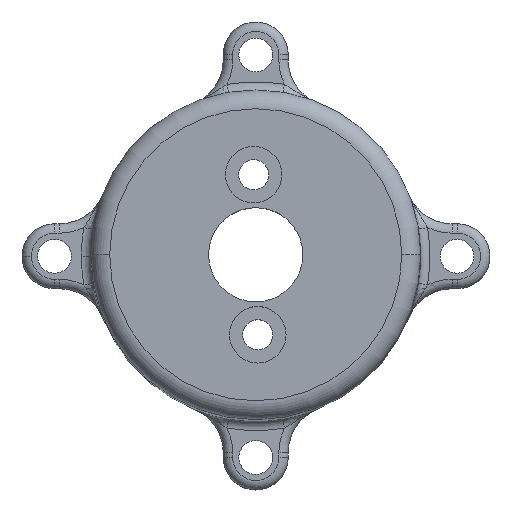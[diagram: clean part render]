
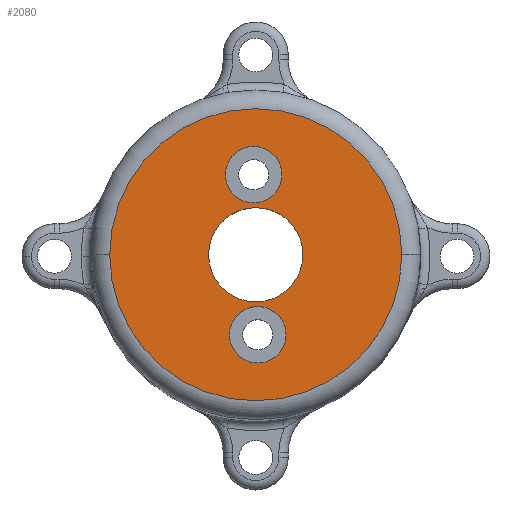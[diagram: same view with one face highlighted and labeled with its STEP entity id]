
A CAD part, top view. The second image highlights one B-rep face of the part: STEP entity #2080.
In plain terms, the highlighted planar face has unit normal (0, 0, 1).
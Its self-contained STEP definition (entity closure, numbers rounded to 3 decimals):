
#1 = AXIS2_PLACEMENT_3D ( 'NONE', #2598, #485, #3087 ) ;
#12 = CARTESIAN_POINT ( 'NONE',  ( 15.5, 0., 93. ) ) ;
#38 = DIRECTION ( 'NONE',  ( 0., 0., 1. ) ) ;
#39 = FACE_BOUND ( 'NONE', #439, .T. ) ;
#51 = DIRECTION ( 'NONE',  ( 1., 0., 0. ) ) ;
#52 = EDGE_CURVE ( 'NONE', #1433, #2033, #1117, .T. ) ;
#70 = CIRCLE ( 'NONE', #1819, 3. ) ;
#84 = VERTEX_POINT ( 'NONE', #2293 ) ;
#129 = DIRECTION ( 'NONE',  ( 0., 0., 1. ) ) ;
#130 = ORIENTED_EDGE ( 'NONE', *, *, #2752, .F. ) ;
#180 = EDGE_CURVE ( 'NONE', #820, #84, #2056, .T. ) ;
#192 = VERTEX_POINT ( 'NONE', #12 ) ;
#210 = ORIENTED_EDGE ( 'NONE', *, *, #2479, .T. ) ;
#218 = AXIS2_PLACEMENT_3D ( 'NONE', #2076, #129, #2310 ) ;
#258 = CARTESIAN_POINT ( 'NONE',  ( 0., 0., 93. ) ) ;
#267 = CIRCLE ( 'NONE', #2859, 15.5 ) ;
#439 = EDGE_LOOP ( 'NONE', ( #974, #2966 ) ) ;
#485 = DIRECTION ( 'NONE',  ( 0., 0., 1. ) ) ;
#499 = DIRECTION ( 'NONE',  ( 0., 0., 1. ) ) ;
#534 = EDGE_CURVE ( 'NONE', #2033, #1433, #2644, .T. ) ;
#560 = DIRECTION ( 'NONE',  ( 0., 0., 1. ) ) ;
#567 = ORIENTED_EDGE ( 'NONE', *, *, #2067, .T. ) ;
#599 = EDGE_LOOP ( 'NONE', ( #130, #1539 ) ) ;
#635 = ORIENTED_EDGE ( 'NONE', *, *, #52, .F. ) ;
#686 = CARTESIAN_POINT ( 'NONE',  ( -15.5, 0., 93. ) ) ;
#745 = CARTESIAN_POINT ( 'NONE',  ( 0., 0., 93. ) ) ;
#759 = FACE_BOUND ( 'NONE', #599, .T. ) ;
#816 = CARTESIAN_POINT ( 'NONE',  ( -2.778, -8.497, 93. ) ) ;
#820 = VERTEX_POINT ( 'NONE', #1754 ) ;
#934 = DIRECTION ( 'NONE',  ( 1., 0., 0. ) ) ;
#974 = ORIENTED_EDGE ( 'NONE', *, *, #180, .F. ) ;
#994 = PLANE ( 'NONE',  #2351 ) ;
#1017 = AXIS2_PLACEMENT_3D ( 'NONE', #1026, #560, #1961 ) ;
#1026 = CARTESIAN_POINT ( 'NONE',  ( 0.222, -8.497, 93. ) ) ;
#1064 = CARTESIAN_POINT ( 'NONE',  ( 0., 0., 93. ) ) ;
#1117 = CIRCLE ( 'NONE', #218, 5. ) ;
#1129 = DIRECTION ( 'NONE',  ( 1., 0., 0. ) ) ;
#1143 = VERTEX_POINT ( 'NONE', #816 ) ;
#1170 = FACE_OUTER_BOUND ( 'NONE', #1469, .T. ) ;
#1433 = VERTEX_POINT ( 'NONE', #2231 ) ;
#1454 = VERTEX_POINT ( 'NONE', #3045 ) ;
#1469 = EDGE_LOOP ( 'NONE', ( #210, #567 ) ) ;
#1539 = ORIENTED_EDGE ( 'NONE', *, *, #2619, .F. ) ;
#1616 = CIRCLE ( 'NONE', #2410, 3. ) ;
#1745 = EDGE_LOOP ( 'NONE', ( #2913, #635 ) ) ;
#1754 = CARTESIAN_POINT ( 'NONE',  ( 2.778, 8.497, 93. ) ) ;
#1783 = DIRECTION ( 'NONE',  ( 1., 0., 0. ) ) ;
#1795 = DIRECTION ( 'NONE',  ( 0., 0., 1. ) ) ;
#1810 = CARTESIAN_POINT ( 'NONE',  ( -0.222, 8.497, 93. ) ) ;
#1819 = AXIS2_PLACEMENT_3D ( 'NONE', #2793, #2325, #934 ) ;
#1906 = CIRCLE ( 'NONE', #2305, 15.5 ) ;
#1915 = FACE_BOUND ( 'NONE', #1745, .T. ) ;
#1961 = DIRECTION ( 'NONE',  ( 1., 0., 0. ) ) ;
#2033 = VERTEX_POINT ( 'NONE', #2601 ) ;
#2056 = CIRCLE ( 'NONE', #2606, 3. ) ;
#2067 = EDGE_CURVE ( 'NONE', #2728, #192, #1906, .T. ) ;
#2076 = CARTESIAN_POINT ( 'NONE',  ( 0., 0., 93. ) ) ;
#2080 = ADVANCED_FACE ( 'NONE', ( #1170, #39, #759, #1915 ), #994, .T. ) ;
#2143 = DIRECTION ( 'NONE',  ( 0., 0., 1. ) ) ;
#2175 = CARTESIAN_POINT ( 'NONE',  ( -0.222, 8.497, 93. ) ) ;
#2231 = CARTESIAN_POINT ( 'NONE',  ( 5., 0., 93. ) ) ;
#2293 = CARTESIAN_POINT ( 'NONE',  ( -3.222, 8.497, 93. ) ) ;
#2305 = AXIS2_PLACEMENT_3D ( 'NONE', #258, #2143, #2620 ) ;
#2310 = DIRECTION ( 'NONE',  ( 1., 0., 0. ) ) ;
#2325 = DIRECTION ( 'NONE',  ( 0., 0., 1. ) ) ;
#2351 = AXIS2_PLACEMENT_3D ( 'NONE', #745, #499, #2396 ) ;
#2396 = DIRECTION ( 'NONE',  ( 1., 0., 0. ) ) ;
#2410 = AXIS2_PLACEMENT_3D ( 'NONE', #2175, #38, #51 ) ;
#2475 = DIRECTION ( 'NONE',  ( 0., 0., 1. ) ) ;
#2479 = EDGE_CURVE ( 'NONE', #192, #2728, #267, .T. ) ;
#2598 = CARTESIAN_POINT ( 'NONE',  ( 0., 0., 93. ) ) ;
#2601 = CARTESIAN_POINT ( 'NONE',  ( -5., 0., 93. ) ) ;
#2606 = AXIS2_PLACEMENT_3D ( 'NONE', #1810, #2475, #1129 ) ;
#2619 = EDGE_CURVE ( 'NONE', #1143, #1454, #2664, .T. ) ;
#2620 = DIRECTION ( 'NONE',  ( 1., 0., 0. ) ) ;
#2644 = CIRCLE ( 'NONE', #1, 5. ) ;
#2664 = CIRCLE ( 'NONE', #1017, 3. ) ;
#2728 = VERTEX_POINT ( 'NONE', #686 ) ;
#2752 = EDGE_CURVE ( 'NONE', #1454, #1143, #70, .T. ) ;
#2793 = CARTESIAN_POINT ( 'NONE',  ( 0.222, -8.497, 93. ) ) ;
#2859 = AXIS2_PLACEMENT_3D ( 'NONE', #1064, #1795, #1783 ) ;
#2913 = ORIENTED_EDGE ( 'NONE', *, *, #534, .F. ) ;
#2966 = ORIENTED_EDGE ( 'NONE', *, *, #3008, .F. ) ;
#3008 = EDGE_CURVE ( 'NONE', #84, #820, #1616, .T. ) ;
#3045 = CARTESIAN_POINT ( 'NONE',  ( 3.222, -8.497, 93. ) ) ;
#3087 = DIRECTION ( 'NONE',  ( 1., 0., 0. ) ) ;
